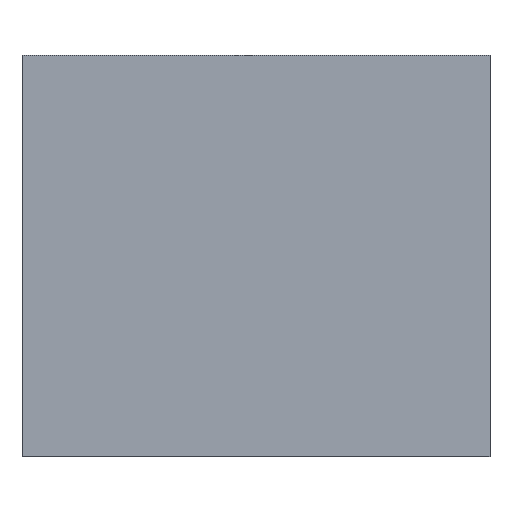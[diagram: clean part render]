
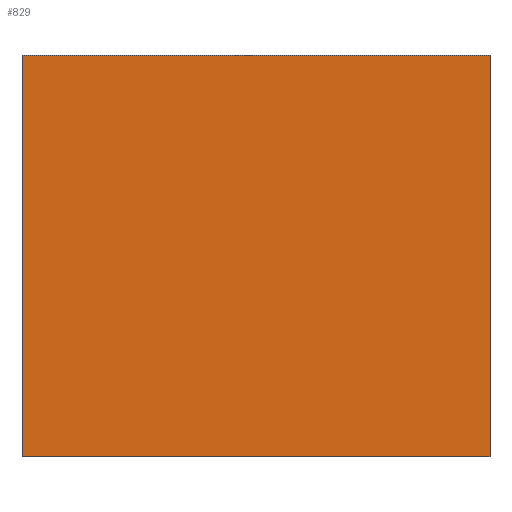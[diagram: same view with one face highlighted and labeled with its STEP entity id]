
A CAD part, top view. The second image highlights one B-rep face of the part: STEP entity #829.
In plain terms, the highlighted planar face has unit normal (0, 0, 1).
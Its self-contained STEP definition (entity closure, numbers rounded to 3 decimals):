
#35=FACE_OUTER_BOUND('',#90,.T.);
#90=EDGE_LOOP('',(#564,#565,#566,#567));
#143=LINE('',#1188,#254);
#146=LINE('',#1194,#257);
#149=LINE('',#1200,#260);
#152=LINE('',#1204,#263);
#254=VECTOR('',#963,10.);
#257=VECTOR('',#968,10.);
#260=VECTOR('',#973,10.);
#263=VECTOR('',#978,10.);
#365=VERTEX_POINT('',#1185);
#366=VERTEX_POINT('',#1187);
#368=VERTEX_POINT('',#1193);
#370=VERTEX_POINT('',#1199);
#439=EDGE_CURVE('',#366,#365,#143,.T.);
#442=EDGE_CURVE('',#368,#366,#146,.T.);
#445=EDGE_CURVE('',#370,#368,#149,.T.);
#448=EDGE_CURVE('',#365,#370,#152,.T.);
#564=ORIENTED_EDGE('',*,*,#448,.T.);
#565=ORIENTED_EDGE('',*,*,#445,.T.);
#566=ORIENTED_EDGE('',*,*,#442,.T.);
#567=ORIENTED_EDGE('',*,*,#439,.T.);
#774=PLANE('',#906);
#829=ADVANCED_FACE('',(#35),#774,.T.);
#906=AXIS2_PLACEMENT_3D('',#1205,#979,#980);
#963=DIRECTION('',(-1.,0.,0.));
#968=DIRECTION('',(0.,1.,0.));
#973=DIRECTION('',(1.,0.,0.));
#978=DIRECTION('',(0.,-1.,0.));
#979=DIRECTION('center_axis',(0.,0.,1.));
#980=DIRECTION('ref_axis',(1.,0.,0.));
#1185=CARTESIAN_POINT('',(0.,1.2,0.5));
#1187=CARTESIAN_POINT('',(1.4,1.2,0.5));
#1188=CARTESIAN_POINT('',(1.4,1.2,0.5));
#1193=CARTESIAN_POINT('',(1.4,0.,0.5));
#1194=CARTESIAN_POINT('',(1.4,0.,0.5));
#1199=CARTESIAN_POINT('',(0.,0.,0.5));
#1200=CARTESIAN_POINT('',(0.,0.,0.5));
#1204=CARTESIAN_POINT('',(0.,1.2,0.5));
#1205=CARTESIAN_POINT('Origin',(0.7,0.6,0.5));
